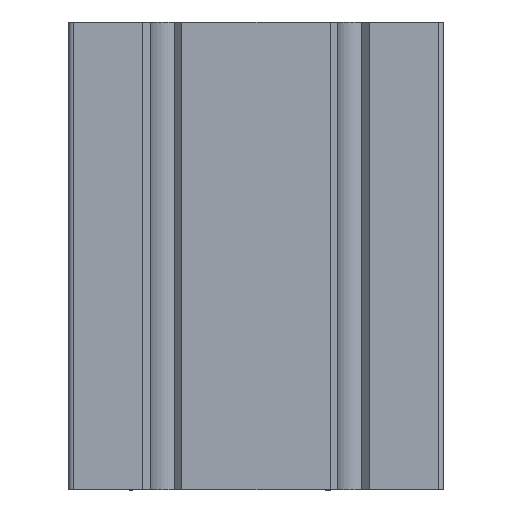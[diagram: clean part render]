
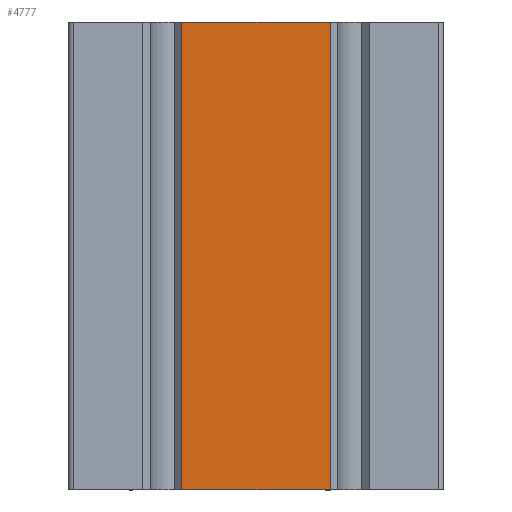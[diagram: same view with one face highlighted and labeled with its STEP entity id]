
A CAD part, front view. The second image highlights one B-rep face of the part: STEP entity #4777.
In plain terms, the highlighted planar face has unit normal (0, -1, 0).
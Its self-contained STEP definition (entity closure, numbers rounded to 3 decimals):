
#368 = DIRECTION ( 'NONE',  ( 0., 1., 0. ) ) ;
#387 = CARTESIAN_POINT ( 'NONE',  ( 7729.709, 1008.622, 0. ) ) ;
#620 = AXIS2_PLACEMENT_3D ( 'NONE', #10216, #368, #6126 ) ;
#891 = FACE_OUTER_BOUND ( 'NONE', #3793, .T. ) ;
#1311 = VERTEX_POINT ( 'NONE', #3836 ) ;
#1460 = DIRECTION ( 'NONE',  ( 0., 0., 1. ) ) ;
#1481 = VECTOR ( 'NONE', #1460, 1000. ) ;
#1562 = CARTESIAN_POINT ( 'NONE',  ( 7733.859, 1008.622, 100. ) ) ;
#2019 = ORIENTED_EDGE ( 'NONE', *, *, #6635, .T. ) ;
#2612 = VECTOR ( 'NONE', #8245, 1000. ) ;
#3793 = EDGE_LOOP ( 'NONE', ( #2019, #3919, #6969, #8746 ) ) ;
#3836 = CARTESIAN_POINT ( 'NONE',  ( 7698.009, 1008.622, 0. ) ) ;
#3919 = ORIENTED_EDGE ( 'NONE', *, *, #6650, .F. ) ;
#3932 = DIRECTION ( 'NONE',  ( 0., 0., 1. ) ) ;
#3951 = VERTEX_POINT ( 'NONE', #6758 ) ;
#3965 = CARTESIAN_POINT ( 'NONE',  ( 7698.009, 1008.622, 0. ) ) ;
#4777 = ADVANCED_FACE ( 'NONE', ( #891 ), #9469, .F. ) ;
#5031 = VECTOR ( 'NONE', #7373, 1000. ) ;
#5302 = LINE ( 'NONE', #10646, #7319 ) ;
#6126 = DIRECTION ( 'NONE',  ( 0., 0., 1. ) ) ;
#6596 = EDGE_CURVE ( 'NONE', #1311, #3951, #10347, .T. ) ;
#6635 = EDGE_CURVE ( 'NONE', #10480, #10158, #5302, .T. ) ;
#6650 = EDGE_CURVE ( 'NONE', #3951, #10158, #7052, .T. ) ;
#6652 = EDGE_CURVE ( 'NONE', #1311, #10480, #9338, .T. ) ;
#6758 = CARTESIAN_POINT ( 'NONE',  ( 7698.009, 1008.622, 100. ) ) ;
#6969 = ORIENTED_EDGE ( 'NONE', *, *, #6596, .F. ) ;
#7052 = LINE ( 'NONE', #1562, #5031 ) ;
#7319 = VECTOR ( 'NONE', #3932, 1000. ) ;
#7373 = DIRECTION ( 'NONE',  ( 1., 0., 0. ) ) ;
#8245 = DIRECTION ( 'NONE',  ( 1., 0., 0. ) ) ;
#8746 = ORIENTED_EDGE ( 'NONE', *, *, #6652, .T. ) ;
#9012 = CARTESIAN_POINT ( 'NONE',  ( 7729.709, 1008.622, 100. ) ) ;
#9338 = LINE ( 'NONE', #3965, #2612 ) ;
#9469 = PLANE ( 'NONE',  #620 ) ;
#10158 = VERTEX_POINT ( 'NONE', #9012 ) ;
#10216 = CARTESIAN_POINT ( 'NONE',  ( 7698.009, 1008.622, 100. ) ) ;
#10347 = LINE ( 'NONE', #10574, #1481 ) ;
#10480 = VERTEX_POINT ( 'NONE', #387 ) ;
#10574 = CARTESIAN_POINT ( 'NONE',  ( 7698.009, 1008.622, 100. ) ) ;
#10646 = CARTESIAN_POINT ( 'NONE',  ( 7729.709, 1008.622, 100. ) ) ;
